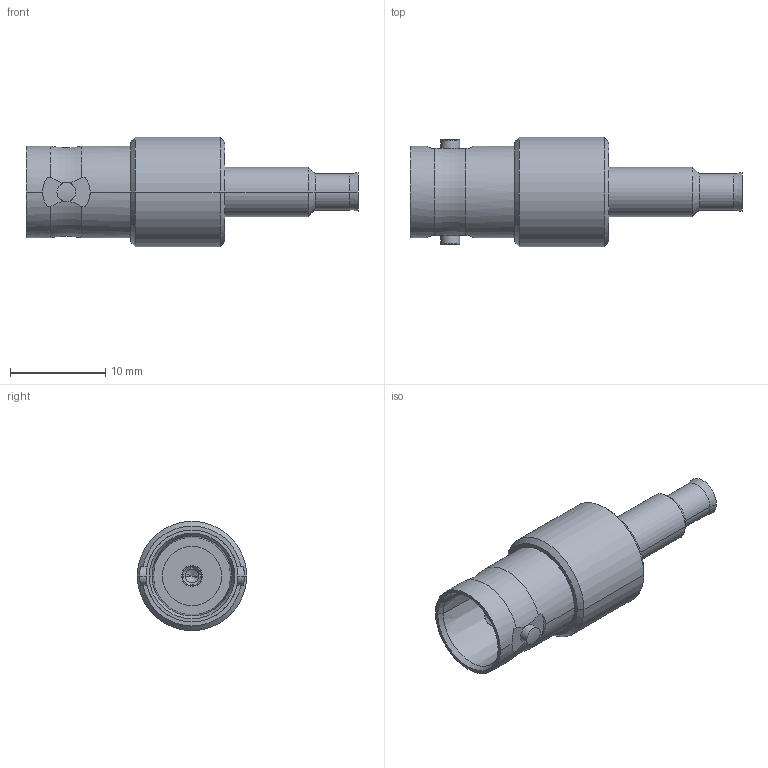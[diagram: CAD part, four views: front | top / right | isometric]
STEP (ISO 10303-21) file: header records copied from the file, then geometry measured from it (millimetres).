
FILE_DESCRIPTION((''),'2;1');
FILE_NAME('31-71014-RFX','2015-10-07T',('Clement Lazar'),(''),'PRO/ENGINEER BY PARAMETRIC TECHNOLOGY CORPORATION, 2014440','PRO/ENGINEER BY PARAMETRIC TECHNOLOGY CORPORATION, 2014440','');
FILE_SCHEMA(('CONFIG_CONTROL_DESIGN'));
Length unit declared in the file: millimetre
Products named in the file (1): 31-71014-RFX
Bounding box: 34.9 x 11.5 x 11.5 mm (x, y, z)
Surface area: 1740.1 mm2 (no closed solid volume)
Topology: 0 solids, 8 shells, 77 faces, 238 edges, 157 vertices
Faces by surface type: cylinder 30, cone 28, plane 17, torus 2
Entity records: 2829 total; most frequent: CARTESIAN_POINT 686, DIRECTION 478, ORIENTED_EDGE 378, EDGE_CURVE 236, AXIS2_PLACEMENT_3D 197, VERTEX_POINT 157, CIRCLE 120, EDGE_LOOP 86
